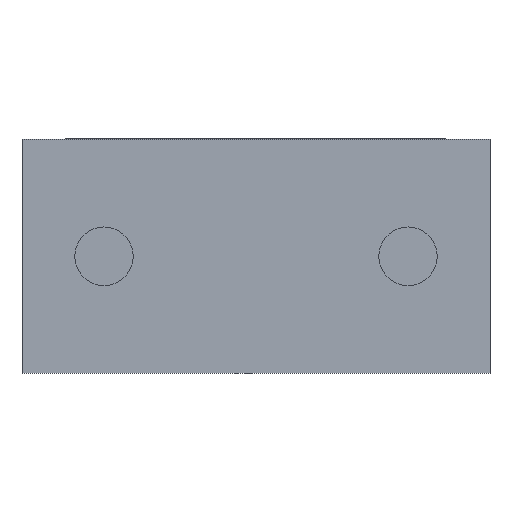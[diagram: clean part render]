
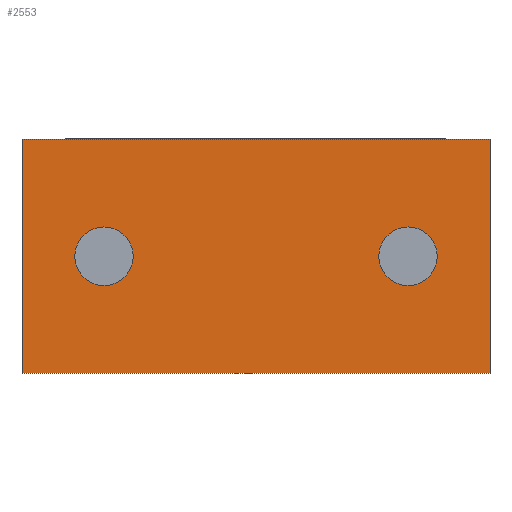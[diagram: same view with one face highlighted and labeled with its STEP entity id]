
A CAD part, front view. The second image highlights one B-rep face of the part: STEP entity #2553.
In plain terms, the highlighted planar face has unit normal (0, -1, 0).
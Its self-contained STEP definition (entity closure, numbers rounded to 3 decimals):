
#6 = DIRECTION ( 'NONE',  ( 0., 1., 0. ) ) ;
#77 = EDGE_LOOP ( 'NONE', ( #1155, #2841 ) ) ;
#113 = ORIENTED_EDGE ( 'NONE', *, *, #1500, .T. ) ;
#136 = EDGE_CURVE ( 'NONE', #2343, #650, #2674, .T. ) ;
#201 = VECTOR ( 'NONE', #269, 1000. ) ;
#224 = VERTEX_POINT ( 'NONE', #1232 ) ;
#254 = DIRECTION ( 'NONE',  ( 0., 0., 1. ) ) ;
#266 = VERTEX_POINT ( 'NONE', #1472 ) ;
#269 = DIRECTION ( 'NONE',  ( 0., 0., -1. ) ) ;
#286 = DIRECTION ( 'NONE',  ( 0., 0., -1. ) ) ;
#323 = AXIS2_PLACEMENT_3D ( 'NONE', #2422, #2758, #254 ) ;
#356 = LINE ( 'NONE', #2165, #513 ) ;
#410 = CIRCLE ( 'NONE', #2954, 0.318 ) ;
#422 = DIRECTION ( 'NONE',  ( 0., 1., 0. ) ) ;
#467 = CARTESIAN_POINT ( 'NONE',  ( 4.19, 0., 1.27 ) ) ;
#513 = VECTOR ( 'NONE', #916, 1000. ) ;
#567 = DIRECTION ( 'NONE',  ( 0., -1., 0. ) ) ;
#650 = VERTEX_POINT ( 'NONE', #1598 ) ;
#686 = VERTEX_POINT ( 'NONE', #1700 ) ;
#715 = FACE_BOUND ( 'NONE', #77, .T. ) ;
#734 = AXIS2_PLACEMENT_3D ( 'NONE', #467, #2968, #286 ) ;
#772 = VERTEX_POINT ( 'NONE', #2474 ) ;
#814 = LINE ( 'NONE', #2824, #2616 ) ;
#824 = EDGE_CURVE ( 'NONE', #772, #224, #2719, .T. ) ;
#875 = ORIENTED_EDGE ( 'NONE', *, *, #136, .F. ) ;
#916 = DIRECTION ( 'NONE',  ( 1., 0., 0. ) ) ;
#932 = FACE_OUTER_BOUND ( 'NONE', #1686, .T. ) ;
#957 = CARTESIAN_POINT ( 'NONE',  ( 0., 0., 2.54 ) ) ;
#1056 = EDGE_CURVE ( 'NONE', #650, #2343, #2451, .T. ) ;
#1065 = DIRECTION ( 'NONE',  ( 0., 0., -1. ) ) ;
#1155 = ORIENTED_EDGE ( 'NONE', *, *, #1328, .T. ) ;
#1197 = EDGE_LOOP ( 'NONE', ( #875, #2131 ) ) ;
#1231 = VERTEX_POINT ( 'NONE', #2068 ) ;
#1232 = CARTESIAN_POINT ( 'NONE',  ( 5.08, 0., 2.54 ) ) ;
#1309 = AXIS2_PLACEMENT_3D ( 'NONE', #957, #6, #1710 ) ;
#1328 = EDGE_CURVE ( 'NONE', #1881, #1231, #410, .T. ) ;
#1394 = VECTOR ( 'NONE', #1977, 1000. ) ;
#1407 = DIRECTION ( 'NONE',  ( 0., 0., -1. ) ) ;
#1472 = CARTESIAN_POINT ( 'NONE',  ( 0., 0., 0. ) ) ;
#1500 = EDGE_CURVE ( 'NONE', #772, #266, #3146, .T. ) ;
#1598 = CARTESIAN_POINT ( 'NONE',  ( 0.89, 0., 0.952 ) ) ;
#1629 = ORIENTED_EDGE ( 'NONE', *, *, #1861, .F. ) ;
#1686 = EDGE_LOOP ( 'NONE', ( #3007, #1629, #2051, #113 ) ) ;
#1700 = CARTESIAN_POINT ( 'NONE',  ( 5.08, 0., 0. ) ) ;
#1710 = DIRECTION ( 'NONE',  ( 0., 0., 1. ) ) ;
#1776 = DIRECTION ( 'NONE',  ( 0., 0., 1. ) ) ;
#1861 = EDGE_CURVE ( 'NONE', #224, #686, #814, .T. ) ;
#1881 = VERTEX_POINT ( 'NONE', #3054 ) ;
#1930 = AXIS2_PLACEMENT_3D ( 'NONE', #2783, #567, #1776 ) ;
#1936 = FACE_BOUND ( 'NONE', #1197, .T. ) ;
#1956 = CARTESIAN_POINT ( 'NONE',  ( 0., 0., 2.54 ) ) ;
#1959 = PLANE ( 'NONE',  #1309 ) ;
#1977 = DIRECTION ( 'NONE',  ( 1., 0., 0. ) ) ;
#2051 = ORIENTED_EDGE ( 'NONE', *, *, #824, .F. ) ;
#2068 = CARTESIAN_POINT ( 'NONE',  ( 4.19, 0., 0.952 ) ) ;
#2131 = ORIENTED_EDGE ( 'NONE', *, *, #1056, .F. ) ;
#2165 = CARTESIAN_POINT ( 'NONE',  ( 0., 0., 0. ) ) ;
#2343 = VERTEX_POINT ( 'NONE', #2684 ) ;
#2422 = CARTESIAN_POINT ( 'NONE',  ( 0.89, 0., 1.27 ) ) ;
#2451 = CIRCLE ( 'NONE', #1930, 0.318 ) ;
#2463 = EDGE_CURVE ( 'NONE', #1231, #1881, #2504, .T. ) ;
#2474 = CARTESIAN_POINT ( 'NONE',  ( 0., 0., 2.54 ) ) ;
#2486 = CARTESIAN_POINT ( 'NONE',  ( 0., 0., 2.54 ) ) ;
#2504 = CIRCLE ( 'NONE', #734, 0.318 ) ;
#2553 = ADVANCED_FACE ( 'NONE', ( #715, #932, #1936 ), #1959, .F. ) ;
#2616 = VECTOR ( 'NONE', #1065, 1000. ) ;
#2674 = CIRCLE ( 'NONE', #323, 0.318 ) ;
#2684 = CARTESIAN_POINT ( 'NONE',  ( 0.89, 0., 1.588 ) ) ;
#2719 = LINE ( 'NONE', #2486, #1394 ) ;
#2758 = DIRECTION ( 'NONE',  ( 0., -1., 0. ) ) ;
#2783 = CARTESIAN_POINT ( 'NONE',  ( 0.89, 0., 1.27 ) ) ;
#2824 = CARTESIAN_POINT ( 'NONE',  ( 5.08, 0., 2.54 ) ) ;
#2841 = ORIENTED_EDGE ( 'NONE', *, *, #2463, .T. ) ;
#2855 = CARTESIAN_POINT ( 'NONE',  ( 4.19, 0., 1.27 ) ) ;
#2954 = AXIS2_PLACEMENT_3D ( 'NONE', #2855, #422, #1407 ) ;
#2968 = DIRECTION ( 'NONE',  ( 0., 1., 0. ) ) ;
#3007 = ORIENTED_EDGE ( 'NONE', *, *, #3151, .T. ) ;
#3054 = CARTESIAN_POINT ( 'NONE',  ( 4.19, 0., 1.588 ) ) ;
#3146 = LINE ( 'NONE', #1956, #201 ) ;
#3151 = EDGE_CURVE ( 'NONE', #266, #686, #356, .T. ) ;
